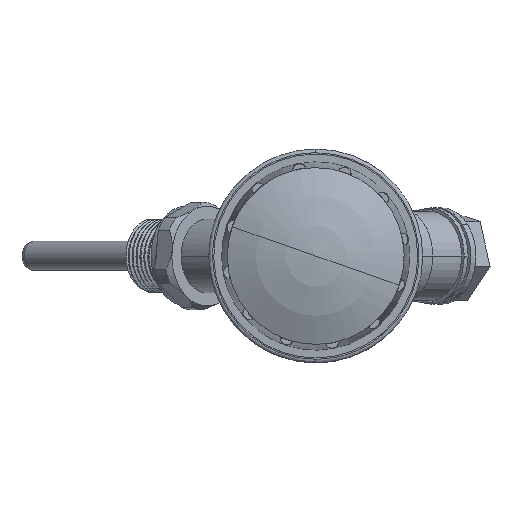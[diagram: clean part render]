
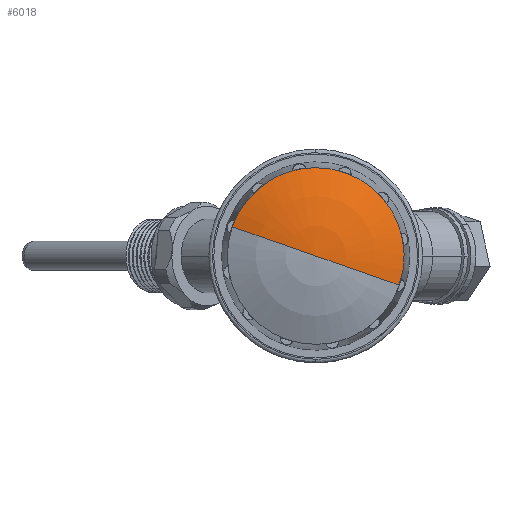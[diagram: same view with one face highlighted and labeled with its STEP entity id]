
A CAD part, front view. The second image highlights one B-rep face of the part: STEP entity #6018.
In plain terms, the highlighted toroidal (fillet/blend) face has major radius 0.555 mm and minor radius 58.048 mm.
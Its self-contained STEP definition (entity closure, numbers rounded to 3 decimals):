
#63 = DIRECTION ( 'NONE',  ( 0., -1., 0. ) ) ;
#640 = CARTESIAN_POINT ( 'NONE',  ( 17., 0., 23.9 ) ) ;
#1053 = DIRECTION ( 'NONE',  ( 0., -1., 0. ) ) ;
#2774 = CARTESIAN_POINT ( 'NONE',  ( 17., 23.9, 0. ) ) ;
#3174 = ORIENTED_EDGE ( 'NONE', *, *, #13382, .F. ) ;
#4337 = VERTEX_POINT ( 'NONE', #14360 ) ;
#5055 = DIRECTION ( 'NONE',  ( 0., -1., 0. ) ) ;
#5208 = AXIS2_PLACEMENT_3D ( 'NONE', #12107, #5958, #6090 ) ;
#5435 = VERTEX_POINT ( 'NONE', #17472 ) ;
#5958 = DIRECTION ( 'NONE',  ( 0., 0., -1. ) ) ;
#6018 = ADVANCED_FACE ( 'NONE', ( #18792 ), #17117, .F. ) ;
#6090 = DIRECTION ( 'NONE',  ( -1., 0., 0. ) ) ;
#7093 = EDGE_CURVE ( 'NONE', #4337, #15362, #18492, .T. ) ;
#8063 = ORIENTED_EDGE ( 'NONE', *, *, #9873, .T. ) ;
#9315 = CARTESIAN_POINT ( 'NONE',  ( -35.645, 0.555, 0. ) ) ;
#9465 = CARTESIAN_POINT ( 'NONE',  ( 17., 0., 0. ) ) ;
#9873 = EDGE_CURVE ( 'NONE', #15362, #18491, #10959, .T. ) ;
#10270 = DIRECTION ( 'NONE',  ( -1., 0., 0. ) ) ;
#10959 = CIRCLE ( 'NONE', #16040, 23.9 ) ;
#11122 = AXIS2_PLACEMENT_3D ( 'NONE', #9315, #18232, #63 ) ;
#12006 = ORIENTED_EDGE ( 'NONE', *, *, #14067, .T. ) ;
#12107 = CARTESIAN_POINT ( 'NONE',  ( -35.645, -0.555, 0. ) ) ;
#12297 = CIRCLE ( 'NONE', #5208, 58.048 ) ;
#13382 = EDGE_CURVE ( 'NONE', #4337, #5435, #16331, .T. ) ;
#13886 = ORIENTED_EDGE ( 'NONE', *, *, #7093, .T. ) ;
#14067 = EDGE_CURVE ( 'NONE', #18491, #5435, #12297, .T. ) ;
#14360 = CARTESIAN_POINT ( 'NONE',  ( 17., -23.9, 0. ) ) ;
#15362 = VERTEX_POINT ( 'NONE', #640 ) ;
#15494 = DIRECTION ( 'NONE',  ( -1., 0., 0. ) ) ;
#15836 = AXIS2_PLACEMENT_3D ( 'NONE', #17309, #15880, #18831 ) ;
#15880 = DIRECTION ( 'NONE',  ( 1., 0., 0. ) ) ;
#16040 = AXIS2_PLACEMENT_3D ( 'NONE', #17703, #10270, #1053 ) ;
#16331 = CIRCLE ( 'NONE', #11122, 58.048 ) ;
#16691 = EDGE_LOOP ( 'NONE', ( #3174, #13886, #8063, #12006 ) ) ;
#17117 = TOROIDAL_SURFACE ( 'NONE', #15836, -0.555, 58.048 ) ;
#17309 = CARTESIAN_POINT ( 'NONE',  ( -35.645, 0., 0. ) ) ;
#17472 = CARTESIAN_POINT ( 'NONE',  ( 22.4, 0., 0. ) ) ;
#17703 = CARTESIAN_POINT ( 'NONE',  ( 17., 0., 0. ) ) ;
#17932 = AXIS2_PLACEMENT_3D ( 'NONE', #9465, #15494, #5055 ) ;
#18232 = DIRECTION ( 'NONE',  ( 0., 0., 1. ) ) ;
#18491 = VERTEX_POINT ( 'NONE', #2774 ) ;
#18492 = CIRCLE ( 'NONE', #17932, 23.9 ) ;
#18792 = FACE_OUTER_BOUND ( 'NONE', #16691, .T. ) ;
#18831 = DIRECTION ( 'NONE',  ( 0., 1., 0. ) ) ;
